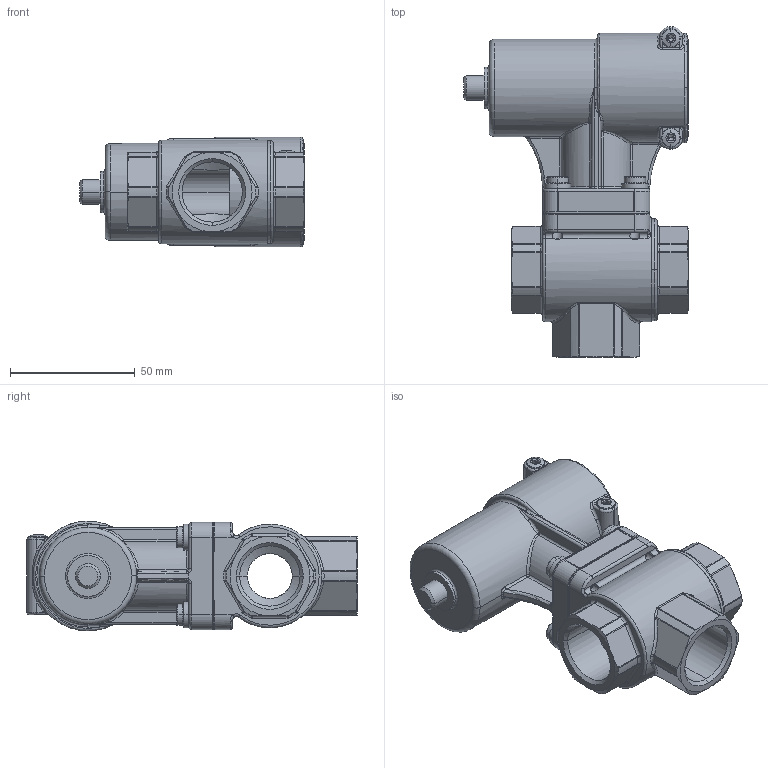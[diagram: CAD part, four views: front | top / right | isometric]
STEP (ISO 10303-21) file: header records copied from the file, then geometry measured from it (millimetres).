
FILE_DESCRIPTION((''),'2;1');
FILE_NAME('PKV-137-D82-3-4X_ASM','2013-06-17T',('avs330'),(''),'PRO/ENGINEER BY PARAMETRIC TECHNOLOGY CORPORATION, 2010430','PRO/ENGINEER BY PARAMETRIC TECHNOLOGY CORPORATION, 2010430','');
FILE_SCHEMA(('CONFIG_CONTROL_DESIGN'));
Length unit declared in the file: millimetre
Products named in the file (7): ANTRIEBS-GEH_SIGMA-BIBLIOTHEK; 501311_SICH_SCHR_INB_RIPP_M5X16; 501312_GEWINDEFURCH-SCHR_40X25; 626015B_XKV-130-080-3-40-04_ASM; 501325B_VENTILGEH_SIGMA3-4_3-2W; 501321B_EINSCHR-SITZ_SIGMA-3-4; PKV-137-D82-3-4X_ASM
Assembly tree (10 placements, depth 3):
  PKV-137-D82-3-4X_ASM
    626015B_XKV-130-080-3-40-04_ASM
      ANTRIEBS-GEH_SIGMA-BIBLIOTHEK
      501311_SICH_SCHR_INB_RIPP_M5X16  x4
      501312_GEWINDEFURCH-SCHR_40X25  x2
    501325B_VENTILGEH_SIGMA3-4_3-2W
    501321B_EINSCHR-SITZ_SIGMA-3-4
Bounding box: 90.2 x 132.5 x 44 mm (x, y, z)
Volume: 218093 mm3; surface area: 50238.9 mm2
Topology: 9 solids, 9 shells, 1934 faces, 4731 edges, 2810 vertices
Faces by surface type: plane 1028, cylinder 560, cone 133, torus 116, bspline 75, sphere 22
Entity records: 30064 total; most frequent: CARTESIAN_POINT 9649, ORIENTED_EDGE 4362, DIRECTION 4153, EDGE_CURVE 2181, AXIS2_PLACEMENT_3D 1698, VERTEX_POINT 1288, EDGE_LOOP 943, FACE_OUTER_BOUND 912
